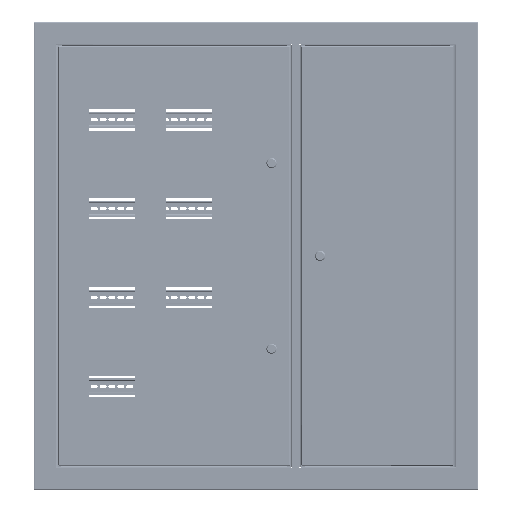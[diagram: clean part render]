
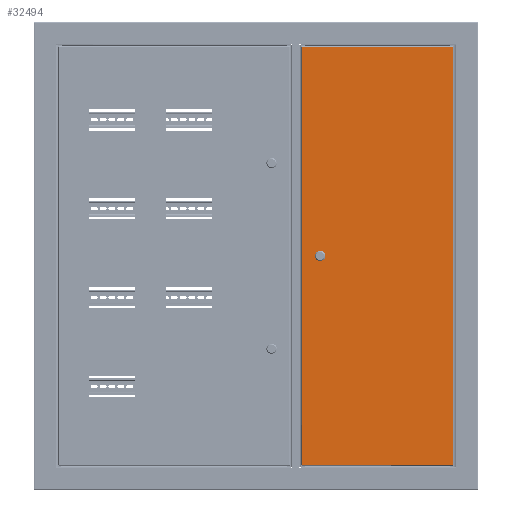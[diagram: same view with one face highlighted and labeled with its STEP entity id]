
A CAD part, top view. The second image highlights one B-rep face of the part: STEP entity #32494.
In plain terms, the highlighted planar face has unit normal (0, 0, 1).
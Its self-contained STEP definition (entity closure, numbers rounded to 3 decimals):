
#388 = VERTEX_POINT ( 'NONE', #64123 ) ;
#667 = VECTOR ( 'NONE', #32521, 1000. ) ;
#870 = CARTESIAN_POINT ( 'NONE',  ( 451.849, 31.5, 0. ) ) ;
#1587 = CARTESIAN_POINT ( 'NONE',  ( 1.7, 324., 0. ) ) ;
#2605 = VECTOR ( 'NONE', #29358, 1000. ) ;
#4044 = LINE ( 'NONE', #66069, #667 ) ;
#5236 = ORIENTED_EDGE ( 'NONE', *, *, #88047, .T. ) ;
#6060 = LINE ( 'NONE', #27054, #91227 ) ;
#7350 = AXIS2_PLACEMENT_3D ( 'NONE', #46094, #10216, #30254 ) ;
#9025 = VECTOR ( 'NONE', #71046, 1000. ) ;
#10216 = DIRECTION ( 'NONE',  ( 0., 0., 1. ) ) ;
#10420 = VERTEX_POINT ( 'NONE', #90023 ) ;
#12348 = AXIS2_PLACEMENT_3D ( 'NONE', #15378, #21912, #30256 ) ;
#12553 = PLANE ( 'NONE',  #41183 ) ;
#12697 = EDGE_CURVE ( 'NONE', #10420, #44988, #48322, .T. ) ;
#14009 = ORIENTED_EDGE ( 'NONE', *, *, #82113, .F. ) ;
#14124 = ORIENTED_EDGE ( 'NONE', *, *, #74835, .T. ) ;
#14888 = CARTESIAN_POINT ( 'NONE',  ( 451.849, 48.5, 0. ) ) ;
#15378 = CARTESIAN_POINT ( 'NONE',  ( 448.2, 40., 0. ) ) ;
#19063 = VERTEX_POINT ( 'NONE', #87096 ) ;
#19460 = DIRECTION ( 'NONE',  ( 1., 0., 0. ) ) ;
#20324 = LINE ( 'NONE', #27759, #9025 ) ;
#21912 = DIRECTION ( 'NONE',  ( 0., 0., 1. ) ) ;
#23424 = CARTESIAN_POINT ( 'NONE',  ( 457.45, 40., 0. ) ) ;
#27054 = CARTESIAN_POINT ( 'NONE',  ( 1.7, 1.7, 0. ) ) ;
#27759 = CARTESIAN_POINT ( 'NONE',  ( 451.849, 48.5, 0. ) ) ;
#27906 = CARTESIAN_POINT ( 'NONE',  ( 0., 325.7, 0. ) ) ;
#28719 = DIRECTION ( 'NONE',  ( -1., 0., 0. ) ) ;
#29358 = DIRECTION ( 'NONE',  ( 1., 0., 0. ) ) ;
#29865 = ORIENTED_EDGE ( 'NONE', *, *, #63938, .F. ) ;
#30254 = DIRECTION ( 'NONE',  ( 1., 0., 0. ) ) ;
#30256 = DIRECTION ( 'NONE',  ( 1., 0., 0. ) ) ;
#32494 = ADVANCED_FACE ( 'NONE', ( #55390, #83820 ), #12553, .F. ) ;
#32521 = DIRECTION ( 'NONE',  ( 0., -1., 0. ) ) ;
#32910 = ORIENTED_EDGE ( 'NONE', *, *, #85629, .F. ) ;
#33903 = DIRECTION ( 'NONE',  ( 0., 0., 1. ) ) ;
#36474 = ORIENTED_EDGE ( 'NONE', *, *, #41559, .T. ) ;
#39163 = CIRCLE ( 'NONE', #12348, 9.25 ) ;
#40979 = DIRECTION ( 'NONE',  ( -1., 0., 0. ) ) ;
#41183 = AXIS2_PLACEMENT_3D ( 'NONE', #27906, #56309, #40979 ) ;
#41559 = EDGE_CURVE ( 'NONE', #388, #19063, #6060, .T. ) ;
#41630 = CIRCLE ( 'NONE', #53506, 9.25 ) ;
#41777 = EDGE_CURVE ( 'NONE', #91439, #89105, #39163, .T. ) ;
#44988 = VERTEX_POINT ( 'NONE', #1587 ) ;
#45874 = CARTESIAN_POINT ( 'NONE',  ( 444.551, 31.5, 0. ) ) ;
#46094 = CARTESIAN_POINT ( 'NONE',  ( 448.2, 40., 0. ) ) ;
#48322 = LINE ( 'NONE', #85091, #61752 ) ;
#48557 = ORIENTED_EDGE ( 'NONE', *, *, #41777, .F. ) ;
#49474 = ORIENTED_EDGE ( 'NONE', *, *, #12697, .T. ) ;
#50079 = VERTEX_POINT ( 'NONE', #55486 ) ;
#53506 = AXIS2_PLACEMENT_3D ( 'NONE', #67878, #33903, #19460 ) ;
#55390 = FACE_BOUND ( 'NONE', #87214, .T. ) ;
#55486 = CARTESIAN_POINT ( 'NONE',  ( 451.849, 31.5, 0. ) ) ;
#55871 = LINE ( 'NONE', #91748, #69595 ) ;
#56309 = DIRECTION ( 'NONE',  ( 0., 0., -1. ) ) ;
#56511 = ORIENTED_EDGE ( 'NONE', *, *, #65622, .F. ) ;
#59003 = VERTEX_POINT ( 'NONE', #45874 ) ;
#61752 = VECTOR ( 'NONE', #28719, 1000. ) ;
#63938 = EDGE_CURVE ( 'NONE', #72182, #59003, #74281, .T. ) ;
#64123 = CARTESIAN_POINT ( 'NONE',  ( 1.7, 1.7, 0. ) ) ;
#64733 = LINE ( 'NONE', #870, #2605 ) ;
#65622 = EDGE_CURVE ( 'NONE', #89105, #72182, #20324, .T. ) ;
#66069 = CARTESIAN_POINT ( 'NONE',  ( 1.7, 324.293, 0. ) ) ;
#67878 = CARTESIAN_POINT ( 'NONE',  ( 448.2, 40., 0. ) ) ;
#69595 = VECTOR ( 'NONE', #71214, 1000. ) ;
#70742 = EDGE_LOOP ( 'NONE', ( #36474, #5236, #49474, #14124 ) ) ;
#71046 = DIRECTION ( 'NONE',  ( -1., 0., 0. ) ) ;
#71214 = DIRECTION ( 'NONE',  ( 0., 1., 0. ) ) ;
#72182 = VERTEX_POINT ( 'NONE', #81623 ) ;
#74281 = CIRCLE ( 'NONE', #7350, 9.25 ) ;
#74835 = EDGE_CURVE ( 'NONE', #44988, #388, #4044, .T. ) ;
#77329 = DIRECTION ( 'NONE',  ( 1., 0., 0. ) ) ;
#81623 = CARTESIAN_POINT ( 'NONE',  ( 444.551, 48.5, 0. ) ) ;
#82113 = EDGE_CURVE ( 'NONE', #50079, #91439, #41630, .T. ) ;
#83820 = FACE_OUTER_BOUND ( 'NONE', #70742, .T. ) ;
#85091 = CARTESIAN_POINT ( 'NONE',  ( 894.993, 324., 0. ) ) ;
#85629 = EDGE_CURVE ( 'NONE', #59003, #50079, #64733, .T. ) ;
#87096 = CARTESIAN_POINT ( 'NONE',  ( 894.7, 1.7, 0. ) ) ;
#87214 = EDGE_LOOP ( 'NONE', ( #56511, #48557, #14009, #32910, #29865 ) ) ;
#88047 = EDGE_CURVE ( 'NONE', #19063, #10420, #55871, .T. ) ;
#89105 = VERTEX_POINT ( 'NONE', #14888 ) ;
#90023 = CARTESIAN_POINT ( 'NONE',  ( 894.7, 324., 0. ) ) ;
#91227 = VECTOR ( 'NONE', #77329, 1000. ) ;
#91439 = VERTEX_POINT ( 'NONE', #23424 ) ;
#91748 = CARTESIAN_POINT ( 'NONE',  ( 894.7, 0., 0. ) ) ;
